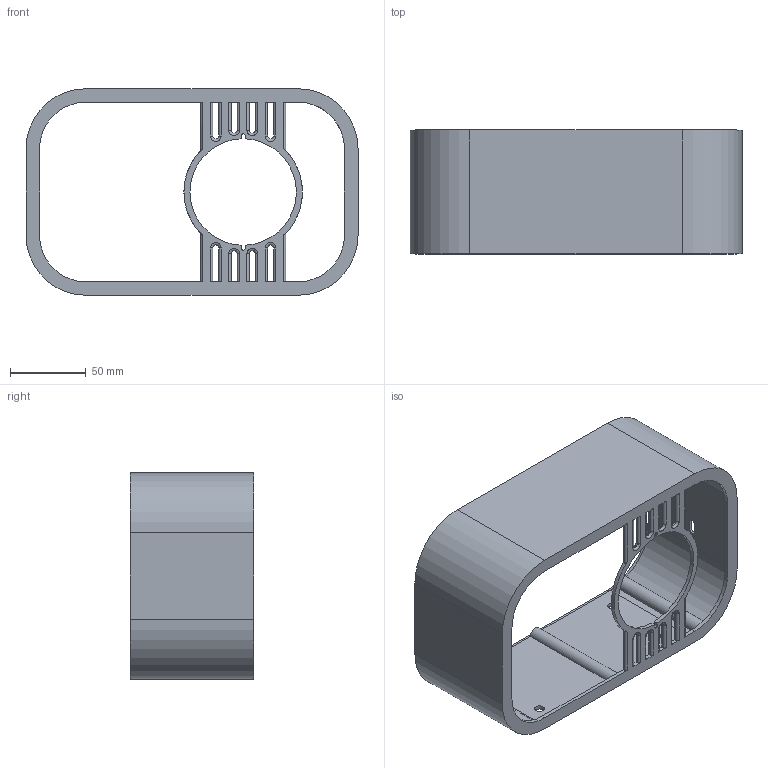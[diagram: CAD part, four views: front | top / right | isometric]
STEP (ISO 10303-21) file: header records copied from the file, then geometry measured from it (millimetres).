
FILE_DESCRIPTION(/* description */ ('STEP AP242','CAx-IF Rec.Pracs.---Representation and Presentation of Product Manufacturing Information (PMI)---4.0---2014-10-13','CAx-IF Rec.Pracs.---3D Tessellated Geometry---0.4---2014-09-14','2;1'),/* implementation_level */ '2;1');
FILE_NAME(/* name */ '66f7395b671ba736992243b4',/* time_stamp */ '2024-09-27T23:01:47Z',/* author */ (''),/* organization */ (''),/* preprocessor_version */ 'ST-DEVELOPER v20',/* originating_system */ ' ',/* authorisation */ ' ');
FILE_SCHEMA (('AP242_MANAGED_MODEL_BASED_3D_ENGINEERING_MIM_LF { 1 0 10303 442 1 1 4 }'));
Length unit declared in the file: metre
Products named in the file (1): shell
Bounding box: 218.44 x 81.43 x 135.89 mm (x, y, z)
Volume: 162367.6 mm3; surface area: 125286.2 mm2
Topology: 1 solids, 1 shells, 195 faces, 538 edges, 352 vertices
Faces by surface type: plane 105, cylinder 76, torus 9, cone 5
Full cylindrical faces by diameter (mm): 1.7 x6, 6 x1, 6.35 x4
Entity records: 6268 total; most frequent: CARTESIAN_POINT 1111, DIRECTION 1078, ORIENTED_EDGE 1050, EDGE_CURVE 525, AXIS2_PLACEMENT_3D 366, VERTEX_POINT 351, LINE 346, VECTOR 346
